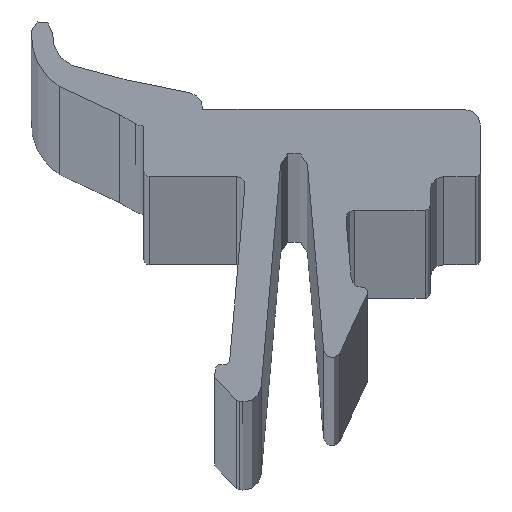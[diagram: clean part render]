
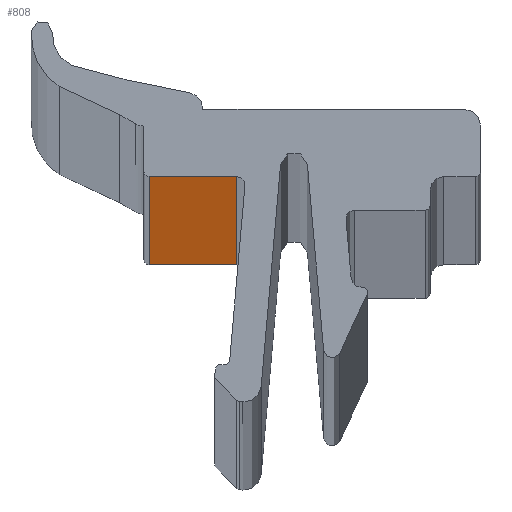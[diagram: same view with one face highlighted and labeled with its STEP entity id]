
A CAD part, top view. The second image highlights one B-rep face of the part: STEP entity #808.
In plain terms, the highlighted planar face has unit normal (0, -1, 0).
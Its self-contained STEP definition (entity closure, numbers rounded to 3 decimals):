
#19=PLANE('',#881);
#46=FACE_OUTER_BOUND('',#89,.T.);
#89=EDGE_LOOP('',(#568,#569,#570,#571));
#140=LINE('',#1256,#221);
#141=LINE('',#1260,#222);
#142=LINE('',#1262,#223);
#143=LINE('',#1263,#224);
#221=VECTOR('',#1002,10.);
#222=VECTOR('',#1007,10.);
#223=VECTOR('',#1008,10.);
#224=VECTOR('',#1009,10.);
#345=VERTEX_POINT('',#1253);
#346=VERTEX_POINT('',#1255);
#347=VERTEX_POINT('',#1259);
#348=VERTEX_POINT('',#1261);
#435=EDGE_CURVE('',#345,#346,#140,.T.);
#437=EDGE_CURVE('',#345,#347,#141,.T.);
#438=EDGE_CURVE('',#347,#348,#142,.T.);
#439=EDGE_CURVE('',#346,#348,#143,.T.);
#568=ORIENTED_EDGE('',*,*,#437,.T.);
#569=ORIENTED_EDGE('',*,*,#438,.T.);
#570=ORIENTED_EDGE('',*,*,#439,.F.);
#571=ORIENTED_EDGE('',*,*,#435,.F.);
#808=ADVANCED_FACE('',(#46),#19,.T.);
#881=AXIS2_PLACEMENT_3D('',#1258,#1005,#1006);
#1002=DIRECTION('',(0.,0.,-1.));
#1005=DIRECTION('center_axis',(0.,-1.,0.));
#1006=DIRECTION('ref_axis',(1.,0.,0.));
#1007=DIRECTION('',(-1.,0.,0.));
#1008=DIRECTION('',(0.,0.,-1.));
#1009=DIRECTION('',(-1.,0.,0.));
#1253=CARTESIAN_POINT('',(-2.5,0.,3000.));
#1255=CARTESIAN_POINT('',(-2.5,0.,0.));
#1256=CARTESIAN_POINT('',(-2.5,0.,0.));
#1258=CARTESIAN_POINT('Origin',(-7.7,0.,
0.));
#1259=CARTESIAN_POINT('',(-7.7,0.,3000.));
#1260=CARTESIAN_POINT('',(-4.524,0.,3000.));
#1261=CARTESIAN_POINT('',(-7.7,0.,0.));
#1262=CARTESIAN_POINT('',(-7.7,0.,0.));
#1263=CARTESIAN_POINT('',(-4.524,0.,0.));
